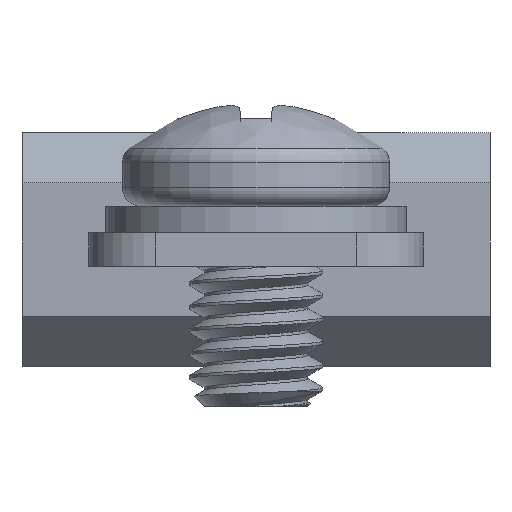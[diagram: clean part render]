
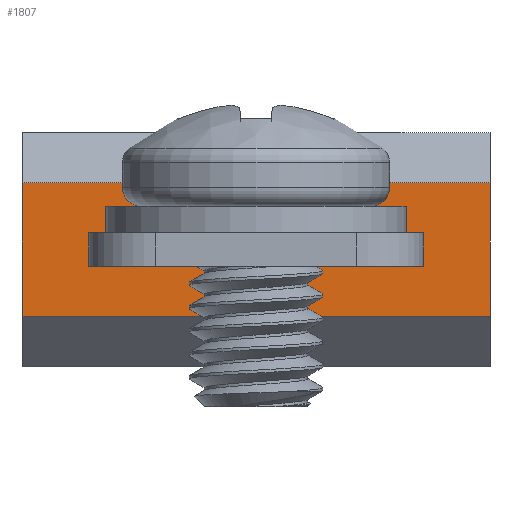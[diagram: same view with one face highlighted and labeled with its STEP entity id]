
A CAD part, front view. The second image highlights one B-rep face of the part: STEP entity #1807.
In plain terms, the highlighted planar face has unit normal (0, -1, 0).
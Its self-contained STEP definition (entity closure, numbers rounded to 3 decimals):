
#151=FACE_BOUND('',#357,.T.);
#256=FACE_OUTER_BOUND('',#356,.T.);
#356=EDGE_LOOP('',(#1285,#1286,#1287,#1288));
#357=EDGE_LOOP('',(#1289,#1290,#1291,#1292));
#476=LINE('',#2842,#607);
#477=LINE('',#2844,#608);
#478=LINE('',#2846,#609);
#479=LINE('',#2847,#610);
#480=LINE('',#2850,#611);
#481=LINE('',#2852,#612);
#482=LINE('',#2854,#613);
#483=LINE('',#2855,#614);
#607=VECTOR('',#2123,10.);
#608=VECTOR('',#2124,10.);
#609=VECTOR('',#2125,10.);
#610=VECTOR('',#2126,10.);
#611=VECTOR('',#2127,10.);
#612=VECTOR('',#2128,10.);
#613=VECTOR('',#2129,10.);
#614=VECTOR('',#2130,10.);
#770=VERTEX_POINT('',#2840);
#771=VERTEX_POINT('',#2841);
#772=VERTEX_POINT('',#2843);
#773=VERTEX_POINT('',#2845);
#774=VERTEX_POINT('',#2848);
#775=VERTEX_POINT('',#2849);
#776=VERTEX_POINT('',#2851);
#777=VERTEX_POINT('',#2853);
#969=EDGE_CURVE('',#770,#771,#476,.T.);
#970=EDGE_CURVE('',#772,#771,#477,.T.);
#971=EDGE_CURVE('',#772,#773,#478,.T.);
#972=EDGE_CURVE('',#770,#773,#479,.T.);
#973=EDGE_CURVE('',#774,#775,#480,.T.);
#974=EDGE_CURVE('',#776,#774,#481,.T.);
#975=EDGE_CURVE('',#777,#776,#482,.T.);
#976=EDGE_CURVE('',#775,#777,#483,.T.);
#1285=ORIENTED_EDGE('',*,*,#969,.T.);
#1286=ORIENTED_EDGE('',*,*,#970,.F.);
#1287=ORIENTED_EDGE('',*,*,#971,.T.);
#1288=ORIENTED_EDGE('',*,*,#972,.F.);
#1289=ORIENTED_EDGE('',*,*,#973,.F.);
#1290=ORIENTED_EDGE('',*,*,#974,.F.);
#1291=ORIENTED_EDGE('',*,*,#975,.F.);
#1292=ORIENTED_EDGE('',*,*,#976,.F.);
#1729=PLANE('',#1935);
#1807=ADVANCED_FACE('',(#256,#151),#1729,.T.);
#1935=AXIS2_PLACEMENT_3D('',#2839,#2121,#2122);
#2121=DIRECTION('center_axis',(0.,-1.,0.));
#2122=DIRECTION('ref_axis',(0.,0.,-1.));
#2123=DIRECTION('',(1.,0.,0.));
#2124=DIRECTION('',(0.,0.,-1.));
#2125=DIRECTION('',(-1.,0.,0.));
#2126=DIRECTION('',(0.,0.,1.));
#2127=DIRECTION('',(1.,0.,0.));
#2128=DIRECTION('',(0.,0.,-1.));
#2129=DIRECTION('',(-1.,0.,0.));
#2130=DIRECTION('',(0.,0.,1.));
#2839=CARTESIAN_POINT('Origin',(0.,-9.,2.5));
#2840=CARTESIAN_POINT('',(-7.,-9.,-1.5));
#2841=CARTESIAN_POINT('',(7.,-9.,-1.5));
#2842=CARTESIAN_POINT('',(0.,-9.,-1.5));
#2843=CARTESIAN_POINT('',(7.,-9.,2.5));
#2844=CARTESIAN_POINT('',(7.,-9.,1.));
#2845=CARTESIAN_POINT('',(-7.,-9.,2.5));
#2846=CARTESIAN_POINT('',(0.,-9.,2.5));
#2847=CARTESIAN_POINT('',(-7.,-9.,1.));
#2848=CARTESIAN_POINT('',(-5.,-9.,0.));
#2849=CARTESIAN_POINT('',(5.,-9.,0.));
#2850=CARTESIAN_POINT('',(0.,-9.,0.));
#2851=CARTESIAN_POINT('',(-5.,-9.,1.));
#2852=CARTESIAN_POINT('',(-5.,-9.,1.25));
#2853=CARTESIAN_POINT('',(5.,-9.,1.));
#2854=CARTESIAN_POINT('',(0.,-9.,1.));
#2855=CARTESIAN_POINT('',(5.,-9.,1.25));
